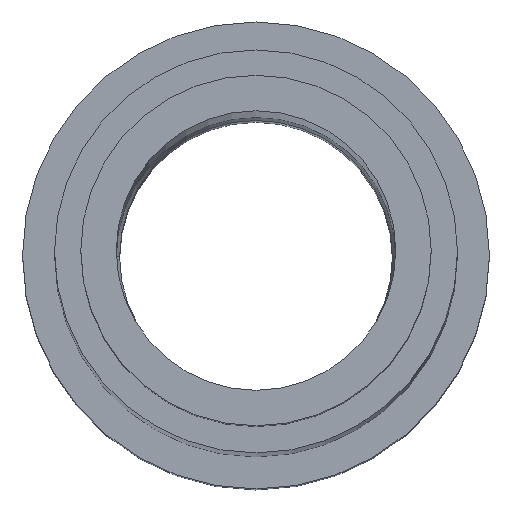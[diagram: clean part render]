
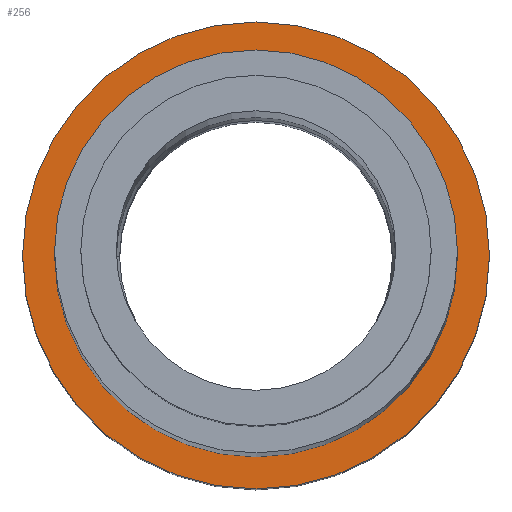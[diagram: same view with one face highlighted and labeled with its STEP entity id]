
A CAD part, top view. The second image highlights one B-rep face of the part: STEP entity #256.
In plain terms, the highlighted planar face has unit normal (0, 0, 1).
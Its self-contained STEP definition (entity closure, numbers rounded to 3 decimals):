
#5 = CIRCLE ( 'NONE', #346, 22.25 ) ;
#25 = EDGE_CURVE ( 'NONE', #67, #57, #460, .T. ) ;
#31 = CARTESIAN_POINT ( 'NONE',  ( 0., 22.25, -269. ) ) ;
#33 = CARTESIAN_POINT ( 'NONE',  ( 19.2, 0., -269. ) ) ;
#48 = VERTEX_POINT ( 'NONE', #469 ) ;
#49 = CARTESIAN_POINT ( 'NONE',  ( 22.25, 0., -269. ) ) ;
#57 = VERTEX_POINT ( 'NONE', #49 ) ;
#67 = VERTEX_POINT ( 'NONE', #375 ) ;
#77 = FACE_BOUND ( 'NONE', #365, .T. ) ;
#90 = ORIENTED_EDGE ( 'NONE', *, *, #447, .T. ) ;
#95 = CARTESIAN_POINT ( 'NONE',  ( 0., 0., -269. ) ) ;
#102 = ORIENTED_EDGE ( 'NONE', *, *, #25, .T. ) ;
#106 = EDGE_CURVE ( 'NONE', #274, #48, #227, .T. ) ;
#115 = CARTESIAN_POINT ( 'NONE',  ( 0., 0., -269. ) ) ;
#117 = DIRECTION ( 'NONE',  ( 1., 0., 0. ) ) ;
#126 = DIRECTION ( 'NONE',  ( 0., 0., 1. ) ) ;
#141 = AXIS2_PLACEMENT_3D ( 'NONE', #31, #215, #401 ) ;
#150 = ORIENTED_EDGE ( 'NONE', *, *, #106, .F. ) ;
#215 = DIRECTION ( 'NONE',  ( 0., 0., -1. ) ) ;
#227 = CIRCLE ( 'NONE', #306, 19.2 ) ;
#256 = ADVANCED_FACE ( 'NONE', ( #77, #259 ), #448, .F. ) ;
#259 = FACE_OUTER_BOUND ( 'NONE', #607, .T. ) ;
#262 = AXIS2_PLACEMENT_3D ( 'NONE', #343, #536, #117 ) ;
#267 = AXIS2_PLACEMENT_3D ( 'NONE', #549, #126, #309 ) ;
#274 = VERTEX_POINT ( 'NONE', #33 ) ;
#276 = DIRECTION ( 'NONE',  ( 0., 0., 1. ) ) ;
#296 = DIRECTION ( 'NONE',  ( 0., 0., 1. ) ) ;
#301 = EDGE_CURVE ( 'NONE', #48, #274, #454, .T. ) ;
#306 = AXIS2_PLACEMENT_3D ( 'NONE', #115, #296, #488 ) ;
#309 = DIRECTION ( 'NONE',  ( 1., 0., 0. ) ) ;
#343 = CARTESIAN_POINT ( 'NONE',  ( 0., 0., -269. ) ) ;
#346 = AXIS2_PLACEMENT_3D ( 'NONE', #95, #276, #467 ) ;
#365 = EDGE_LOOP ( 'NONE', ( #150, #453 ) ) ;
#375 = CARTESIAN_POINT ( 'NONE',  ( -22.25, 0., -269. ) ) ;
#401 = DIRECTION ( 'NONE',  ( -1., 0., 0. ) ) ;
#447 = EDGE_CURVE ( 'NONE', #57, #67, #5, .T. ) ;
#448 = PLANE ( 'NONE',  #141 ) ;
#453 = ORIENTED_EDGE ( 'NONE', *, *, #301, .F. ) ;
#454 = CIRCLE ( 'NONE', #267, 19.2 ) ;
#460 = CIRCLE ( 'NONE', #262, 22.25 ) ;
#467 = DIRECTION ( 'NONE',  ( 1., 0., 0. ) ) ;
#469 = CARTESIAN_POINT ( 'NONE',  ( -19.2, 0., -269. ) ) ;
#488 = DIRECTION ( 'NONE',  ( 1., 0., 0. ) ) ;
#536 = DIRECTION ( 'NONE',  ( 0., 0., 1. ) ) ;
#549 = CARTESIAN_POINT ( 'NONE',  ( 0., 0., -269. ) ) ;
#607 = EDGE_LOOP ( 'NONE', ( #90, #102 ) ) ;
